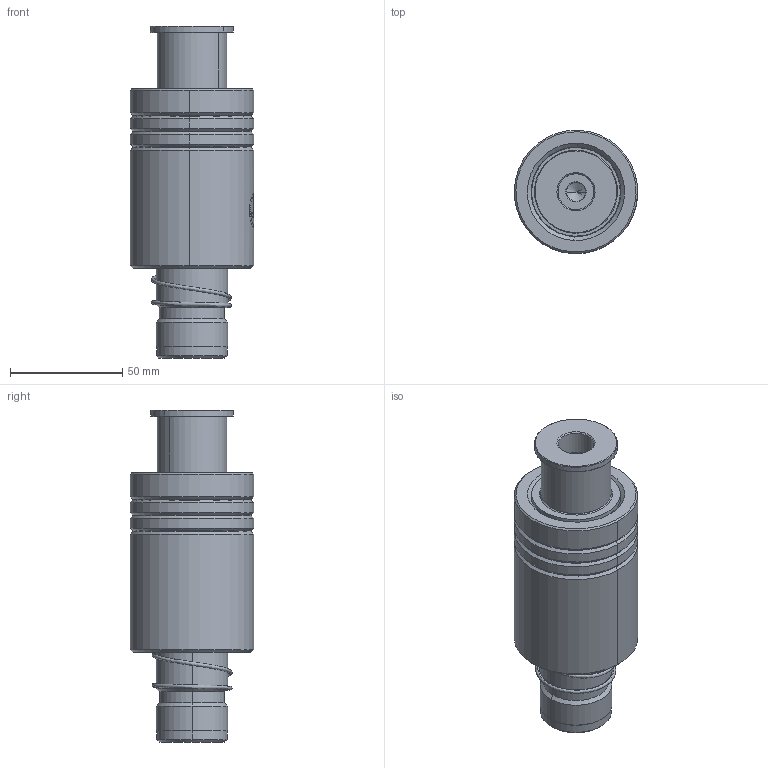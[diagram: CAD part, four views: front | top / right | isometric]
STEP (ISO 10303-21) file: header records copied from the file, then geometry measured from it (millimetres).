
FILE_DESCRIPTION (( 'STEP AP214' ), '1' );
FILE_NAME ('EKS EKJ-D32-L120(BL-80).STEP', '2021-09-26T06:37:58', ( '' ), ( '' ), 'SwSTEP 2.0', 'SolidWorks 2016', '' );
FILE_SCHEMA (( 'AUTOMOTIVE_DESIGN' ));
Length unit declared in the file: millimetre
Products named in the file (191): BALL-D4; GTK-D37-d31; BJ-D39.5-32.5-L75; HWP-D35.7-d32.5-L50; EKS EKJ-D32-L120(BL-80); BJ BS-39.5-32.5-L75郪蚾; MGK-D32-L120; TBB-D55-d40-L80
Assembly tree (185 placements, depth 3):
  BALL-D4
  BALL-D4
  BALL-D4
  GTK-D37-d31
  BALL-D4
Bounding box: 54.98 x 54.95 x 148 mm (x, y, z)
Volume: 229824.6 mm3; surface area: 82988.1 mm2
Topology: 181 solids, 181 shells, 837 faces, 3491 edges, 2311 vertices
Faces by surface type: sphere 704, cone 42, cylinder 38, plane 21, torus 18, bspline 14
Entity records: 39316 total; most frequent: CARTESIAN_POINT 19841, ORIENTED_EDGE 2744, DIRECTION 2430, EDGE_CURVE 1372, AXIS2_PLACEMENT_3D 1164, VERTEX_POINT 891, EDGE_LOOP 839, B_SPLINE_CURVE_WITH_KNOTS 773
